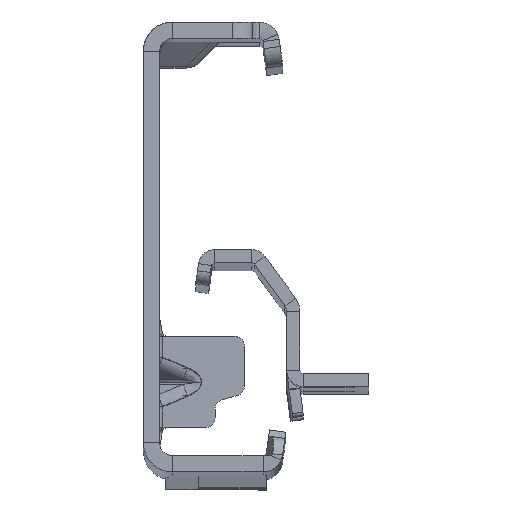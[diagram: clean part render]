
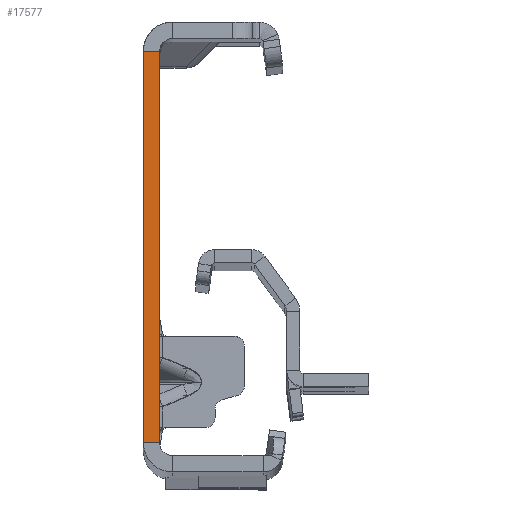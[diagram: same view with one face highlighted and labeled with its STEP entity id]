
A CAD part, top view. The second image highlights one B-rep face of the part: STEP entity #17577.
In plain terms, the highlighted planar face has unit normal (0, 0, 1).
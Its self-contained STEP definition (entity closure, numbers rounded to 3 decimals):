
#2154 = LINE ( 'NONE', #6491, #38834 ) ;
#2957 = PLANE ( 'NONE',  #42669 ) ;
#4935 = LINE ( 'NONE', #36092, #46310 ) ;
#5326 = LINE ( 'NONE', #9646, #9650 ) ;
#5530 = EDGE_CURVE ( 'NONE', #33627, #32373, #5326, .T. ) ;
#6491 = CARTESIAN_POINT ( 'NONE',  ( 0., 30., 0. ) ) ;
#6819 = CARTESIAN_POINT ( 'NONE',  ( 0., -32., 0. ) ) ;
#6976 = ORIENTED_EDGE ( 'NONE', *, *, #23768, .T. ) ;
#8900 = DIRECTION ( 'NONE',  ( -1., 0., 0. ) ) ;
#9646 = CARTESIAN_POINT ( 'NONE',  ( 0., -30., 0. ) ) ;
#9650 = VECTOR ( 'NONE', #8900, 1000. ) ;
#11329 = CARTESIAN_POINT ( 'NONE',  ( -2.5, 30., 0. ) ) ;
#14692 = CARTESIAN_POINT ( 'NONE',  ( -2.5, -32., 0. ) ) ;
#14992 = LINE ( 'NONE', #6819, #19370 ) ;
#17577 = ADVANCED_FACE ( 'NONE', ( #41280 ), #2957, .T. ) ;
#17723 = DIRECTION ( 'NONE',  ( -1., 0., 0. ) ) ;
#19370 = VECTOR ( 'NONE', #38489, 1000. ) ;
#22013 = CARTESIAN_POINT ( 'NONE',  ( 0., -30., 0. ) ) ;
#23768 = EDGE_CURVE ( 'NONE', #45363, #32373, #4935, .T. ) ;
#24106 = DIRECTION ( 'NONE',  ( 0., -1., 0. ) ) ;
#24433 = ORIENTED_EDGE ( 'NONE', *, *, #30441, .F. ) ;
#29563 = EDGE_CURVE ( 'NONE', #40170, #45363, #2154, .T. ) ;
#30175 = EDGE_LOOP ( 'NONE', ( #24433, #39803, #6976, #48124 ) ) ;
#30441 = EDGE_CURVE ( 'NONE', #40170, #33627, #14992, .T. ) ;
#32373 = VERTEX_POINT ( 'NONE', #37833 ) ;
#33627 = VERTEX_POINT ( 'NONE', #22013 ) ;
#36092 = CARTESIAN_POINT ( 'NONE',  ( -2.5, -32., 0. ) ) ;
#37435 = DIRECTION ( 'NONE',  ( 1., 0., 0. ) ) ;
#37833 = CARTESIAN_POINT ( 'NONE',  ( -2.5, -30., 0. ) ) ;
#38489 = DIRECTION ( 'NONE',  ( 0., -1., 0. ) ) ;
#38834 = VECTOR ( 'NONE', #17723, 1000. ) ;
#39803 = ORIENTED_EDGE ( 'NONE', *, *, #29563, .T. ) ;
#40170 = VERTEX_POINT ( 'NONE', #47111 ) ;
#41030 = DIRECTION ( 'NONE',  ( 0., 0., 1. ) ) ;
#41280 = FACE_OUTER_BOUND ( 'NONE', #30175, .T. ) ;
#42669 = AXIS2_PLACEMENT_3D ( 'NONE', #14692, #41030, #37435 ) ;
#45363 = VERTEX_POINT ( 'NONE', #11329 ) ;
#46310 = VECTOR ( 'NONE', #24106, 1000. ) ;
#47111 = CARTESIAN_POINT ( 'NONE',  ( 0., 30., 0. ) ) ;
#48124 = ORIENTED_EDGE ( 'NONE', *, *, #5530, .F. ) ;
